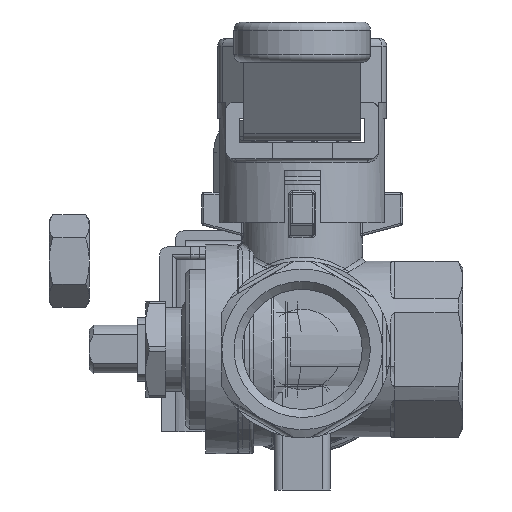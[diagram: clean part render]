
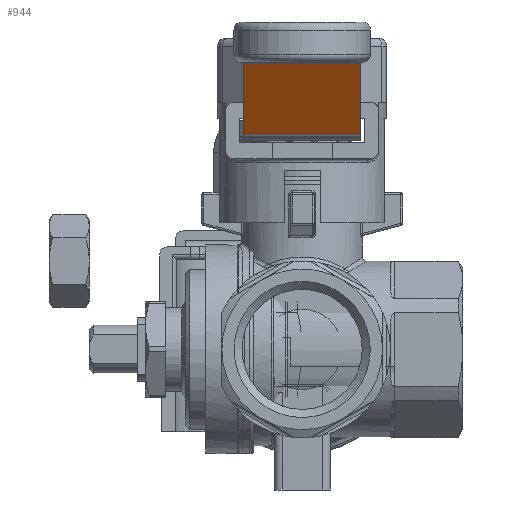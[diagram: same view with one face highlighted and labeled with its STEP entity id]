
A CAD part, left-side view. The second image highlights one B-rep face of the part: STEP entity #944.
In plain terms, the highlighted face is planar.
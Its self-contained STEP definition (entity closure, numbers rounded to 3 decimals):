
#944 = ADVANCED_FACE( '', ( #2008 ), #2009, .F. );
#2008 = FACE_OUTER_BOUND( '', #3782, .T. );
#2009 = PLANE( '', #3783 );
#3782 = EDGE_LOOP( '', ( #6426, #6427, #6428, #6429 ) );
#3783 = AXIS2_PLACEMENT_3D( '', #6430, #6431, #6432 );
#6426 = ORIENTED_EDGE( '', *, *, #8049, .F. );
#6427 = ORIENTED_EDGE( '', *, *, #7841, .T. );
#6428 = ORIENTED_EDGE( '', *, *, #7904, .T. );
#6429 = ORIENTED_EDGE( '', *, *, #7877, .T. );
#6430 = CARTESIAN_POINT( '', ( 35.071, 14.5, 0. ) );
#6431 = DIRECTION( '', ( -0.819, 0., 0.574 ) );
#6432 = DIRECTION( '', ( 0., 1., 0. ) );
#7841 = EDGE_CURVE( '', #9393, #9395, #9397, .T. );
#7877 = EDGE_CURVE( '', #9446, #9444, #9447, .T. );
#7904 = EDGE_CURVE( '', #9395, #9446, #9477, .T. );
#8049 = EDGE_CURVE( '', #9393, #9444, #9655, .T. );
#9393 = VERTEX_POINT( '', #12623 );
#9395 = VERTEX_POINT( '', #12625 );
#9397 = LINE( '', #12627, #12628 );
#9444 = VERTEX_POINT( '', #12793 );
#9446 = VERTEX_POINT( '', #12795 );
#9447 = LINE( '', #12796, #12797 );
#9477 = LINE( '', #12850, #12851 );
#9655 = LINE( '', #13476, #13477 );
#12623 = CARTESIAN_POINT( '', ( 42.177, 14.5, 10.147 ) );
#12625 = CARTESIAN_POINT( '', ( 42.177, 0., 10.147 ) );
#12627 = CARTESIAN_POINT( '', ( 42.177, 0., 10.147 ) );
#12628 = VECTOR( '', #15142, 1000. );
#12793 = CARTESIAN_POINT( '', ( 35.669, 14.5, 0.853 ) );
#12795 = CARTESIAN_POINT( '', ( 35.669, 0., 0.853 ) );
#12796 = CARTESIAN_POINT( '', ( 35.669, 14.5, 0.853 ) );
#12797 = VECTOR( '', #15173, 1000. );
#12850 = CARTESIAN_POINT( '', ( 35.071, 0., 0. ) );
#12851 = VECTOR( '', #15197, 1000. );
#13476 = CARTESIAN_POINT( '', ( 35.071, 14.5, 0. ) );
#13477 = VECTOR( '', #15337, 1000. );
#15142 = DIRECTION( '', ( 0., -1., 0. ) );
#15173 = DIRECTION( '', ( 0., 1., 0. ) );
#15197 = DIRECTION( '', ( -0.574, 0., -0.819 ) );
#15337 = DIRECTION( '', ( -0.574, 0., -0.819 ) );
